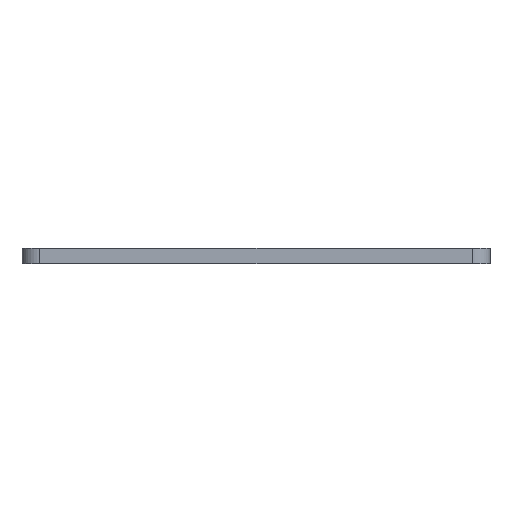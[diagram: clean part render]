
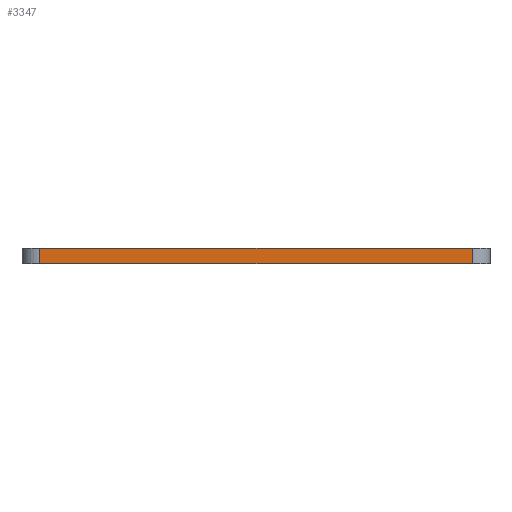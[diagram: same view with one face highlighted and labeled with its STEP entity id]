
A CAD part, left-side view. The second image highlights one B-rep face of the part: STEP entity #3347.
In plain terms, the highlighted planar face has unit normal (-1, 0, 0).
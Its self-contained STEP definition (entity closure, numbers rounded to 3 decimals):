
#2960=CARTESIAN_POINT('',(0.0,3.36,0.0));
#2961=VERTEX_POINT('',#2960);
#2969=CARTESIAN_POINT('',(0.0,84.64,0.0));
#2970=VERTEX_POINT('',#2969);
#2971=CARTESIAN_POINT('',(0.0,84.64,0.0));
#2972=DIRECTION('',(0.0,-1.0,0.0));
#2973=VECTOR('',#2972,81.28);
#2974=LINE('',#2971,#2973);
#2975=EDGE_CURVE('',#2970,#2961,#2974,.T.);
#3286=CARTESIAN_POINT('',(0.0,3.36,3.0));
#3287=VERTEX_POINT('',#3286);
#3295=CARTESIAN_POINT('',(0.0,3.36,3.0));
#3296=DIRECTION('',(0.0,0.0,-1.0));
#3297=VECTOR('',#3296,3.0);
#3298=LINE('',#3295,#3297);
#3299=EDGE_CURVE('',#3287,#2961,#3298,.T.);
#3311=CARTESIAN_POINT('',(0.0,84.64,3.0));
#3312=VERTEX_POINT('',#3311);
#3322=CARTESIAN_POINT('',(0.0,84.64,0.0));
#3323=DIRECTION('',(0.0,0.0,1.0));
#3324=VECTOR('',#3323,3.0);
#3325=LINE('',#3322,#3324);
#3326=EDGE_CURVE('',#2970,#3312,#3325,.T.);
#3331=CARTESIAN_POINT('',(0.0,88.0,0.0));
#3332=DIRECTION('',(-1.0,0.0,0.0));
#3333=DIRECTION('',(0.0,-1.0,0.0));
#3334=AXIS2_PLACEMENT_3D('',#3331,#3332,#3333);
#3335=PLANE('',#3334);
#3336=ORIENTED_EDGE('',*,*,#3299,.F.);
#3337=CARTESIAN_POINT('',(0.0,84.64,3.0));
#3338=DIRECTION('',(0.0,-1.0,0.0));
#3339=VECTOR('',#3338,81.28);
#3340=LINE('',#3337,#3339);
#3341=EDGE_CURVE('',#3312,#3287,#3340,.T.);
#3342=ORIENTED_EDGE('',*,*,#3341,.F.);
#3343=ORIENTED_EDGE('',*,*,#3326,.F.);
#3344=ORIENTED_EDGE('',*,*,#2975,.T.);
#3345=EDGE_LOOP('',(#3336,#3342,#3343,#3344));
#3346=FACE_OUTER_BOUND('',#3345,.T.);
#3347=ADVANCED_FACE('',(#3346),#3335,.T.);
